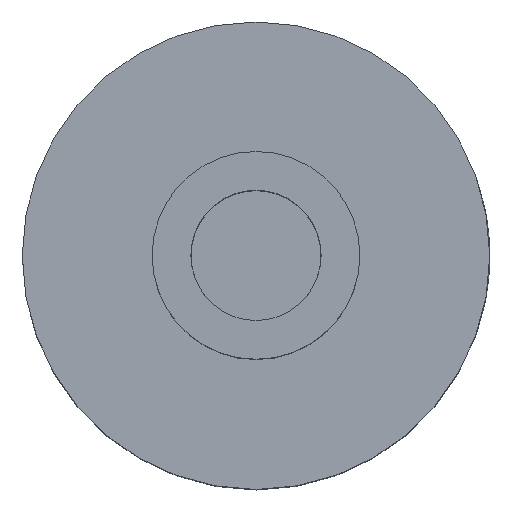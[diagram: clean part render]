
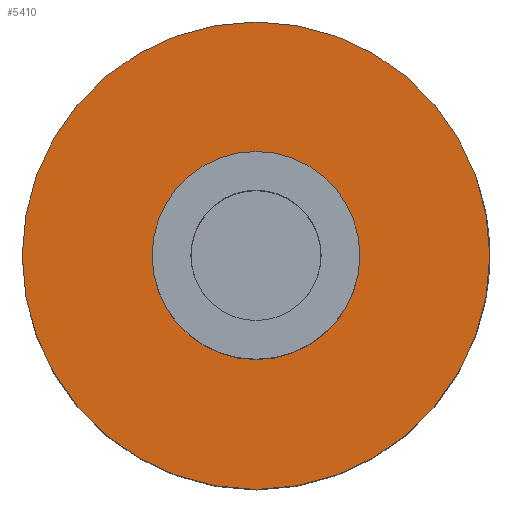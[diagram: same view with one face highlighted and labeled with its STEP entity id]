
A CAD part, top view. The second image highlights one B-rep face of the part: STEP entity #5410.
In plain terms, the highlighted planar face has unit normal (0, 0, 1).
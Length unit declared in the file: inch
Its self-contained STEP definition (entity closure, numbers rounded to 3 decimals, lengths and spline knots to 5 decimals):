
#231 = CARTESIAN_POINT ( 'NONE',  ( 0., 0., 1.5 ) ) ;
#232 = DIRECTION ( 'NONE',  ( 0., 0., 1. ) ) ;
#233 = DIRECTION ( 'NONE',  ( -1., 0., 0. ) ) ;
#1026 = CARTESIAN_POINT ( 'NONE',  ( 0., 0., 1.5 ) ) ;
#1027 = DIRECTION ( 'NONE',  ( 0., 0., 1. ) ) ;
#1028 = DIRECTION ( 'NONE',  ( 1., 0., 0. ) ) ;
#1148 = CARTESIAN_POINT ( 'NONE',  ( 0., 0., 1.5 ) ) ;
#1149 = DIRECTION ( 'NONE',  ( 0., 0., 1. ) ) ;
#1150 = DIRECTION ( 'NONE',  ( 1., 0., 0. ) ) ;
#1450 = VERTEX_POINT ( 'NONE', #3937 ) ;
#1452 = VERTEX_POINT ( 'NONE', #3938 ) ;
#1503 = ORIENTED_EDGE ( 'NONE', *, *, #9260, .F. ) ;
#1504 = ORIENTED_EDGE ( 'NONE', *, *, #10351, .F. ) ;
#1505 = ORIENTED_EDGE ( 'NONE', *, *, #10213, .T. ) ;
#1506 = ORIENTED_EDGE ( 'NONE', *, *, #10186, .T. ) ;
#1915 = VERTEX_POINT ( 'NONE', #4026 ) ;
#1918 = VERTEX_POINT ( 'NONE', #4029 ) ;
#2104 = CIRCLE ( 'NONE', #2240, 0.5 ) ;
#2146 = AXIS2_PLACEMENT_3D ( 'NONE', #4398, #4396, #4404 ) ;
#2240 = AXIS2_PLACEMENT_3D ( 'NONE', #231, #232, #233 ) ;
#3543 = CARTESIAN_POINT ( 'NONE',  ( 0., 0., 1.5 ) ) ;
#3544 = DIRECTION ( 'NONE',  ( 0., 0., 1. ) ) ;
#3545 = DIRECTION ( 'NONE',  ( -1., 0., 0. ) ) ;
#3937 = CARTESIAN_POINT ( 'NONE',  ( 0.5, 0., 1.5 ) ) ;
#3938 = CARTESIAN_POINT ( 'NONE',  ( -0.5, 0., 1.5 ) ) ;
#4026 = CARTESIAN_POINT ( 'NONE',  ( -1.125, 0., 1.5 ) ) ;
#4029 = CARTESIAN_POINT ( 'NONE',  ( 1.125, 0., 1.5 ) ) ;
#4396 = DIRECTION ( 'NONE',  ( 0., 0., -1. ) ) ;
#4398 = CARTESIAN_POINT ( 'NONE',  ( -1.1475, -1.1475, 1.5 ) ) ;
#4399 = FACE_BOUND ( 'NONE', #4896, .T. ) ;
#4401 = FACE_OUTER_BOUND ( 'NONE', #5033, .T. ) ;
#4402 = PLANE ( 'NONE',  #2146 ) ;
#4404 = DIRECTION ( 'NONE',  ( 0., 1., 0. ) ) ;
#4896 = EDGE_LOOP ( 'NONE', ( #1503, #1504 ) ) ;
#5033 = EDGE_LOOP ( 'NONE', ( #1505, #1506 ) ) ;
#5410 = ADVANCED_FACE ( 'NONE', ( #4399, #4401 ), #4402, .F. ) ;
#5463 = CIRCLE ( 'NONE', #5754, 1.125 ) ;
#5503 = AXIS2_PLACEMENT_3D ( 'NONE', #3543, #3544, #3545 ) ;
#5508 = CIRCLE ( 'NONE', #5503, 0.5 ) ;
#5572 = CIRCLE ( 'NONE', #5926, 1.125 ) ;
#5754 = AXIS2_PLACEMENT_3D ( 'NONE', #1026, #1027, #1028 ) ;
#5926 = AXIS2_PLACEMENT_3D ( 'NONE', #1148, #1149, #1150 ) ;
#9260 = EDGE_CURVE ( 'NONE', #1450, #1452, #2104, .T. ) ;
#10186 = EDGE_CURVE ( 'NONE', #1915, #1918, #5463, .T. ) ;
#10213 = EDGE_CURVE ( 'NONE', #1918, #1915, #5572, .T. ) ;
#10351 = EDGE_CURVE ( 'NONE', #1452, #1450, #5508, .T. ) ;
